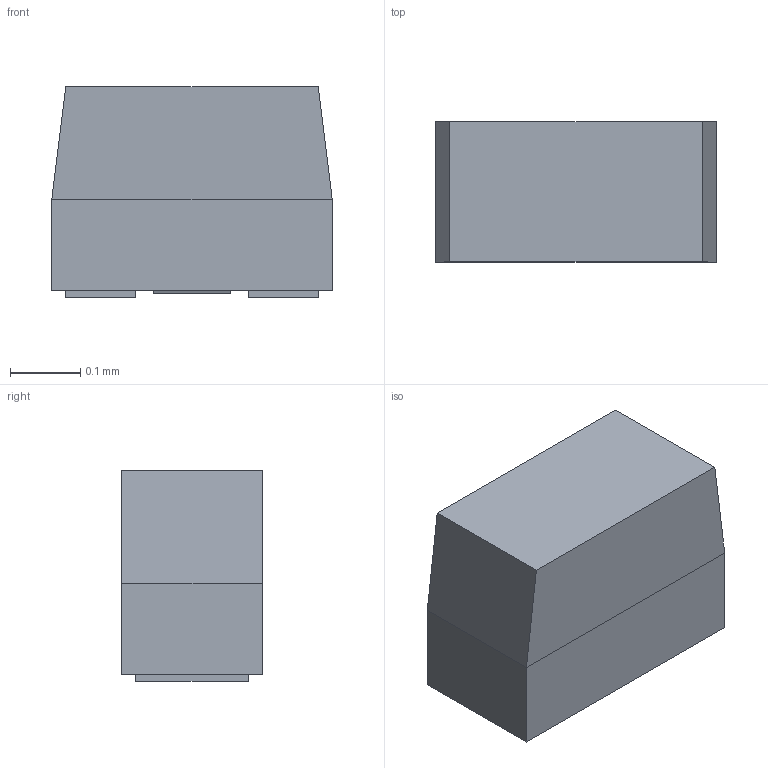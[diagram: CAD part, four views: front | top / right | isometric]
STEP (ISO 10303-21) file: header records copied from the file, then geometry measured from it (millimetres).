
FILE_DESCRIPTION(/* description */ ('model of LED_01005_0402Metric'),/* implementation_level */ '2;1');
FILE_NAME(/* name */ 'LED_01005_0402Metric.step',/* time_stamp */ '2018-03-14T23:51:20',/* author */ ('kicad StepUp','ksu'),/* organization */ ('FreeCAD'),/* preprocessor_version */ 'OCC',/* originating_system */ 'kicad StepUp',/* authorisation */ '');
FILE_SCHEMA(('AUTOMOTIVE_DESIGN { 1 0 10303 214 1 1 1 1 }'));
Length unit declared in the file: millimetre
Products named in the file (1): LED_01005_0402Metric
Bounding box: 0.4 x 0.2 x 0.3 mm (x, y, z)
Volume: 0 mm3; surface area: 0.5 mm2
Topology: 1 solids, 1 shells, 24 faces, 53 edges, 34 vertices
Faces by surface type: plane 24
Entity records: 472 total; most frequent: ORIENTED_EDGE 83, EDGE_CURVE 53, LINE 53, CARTESIAN_POINT 38, VERTEX_POINT 34, FACE_BOUND 27, EDGE_LOOP 27, AXIS2_PLACEMENT_3D 25
